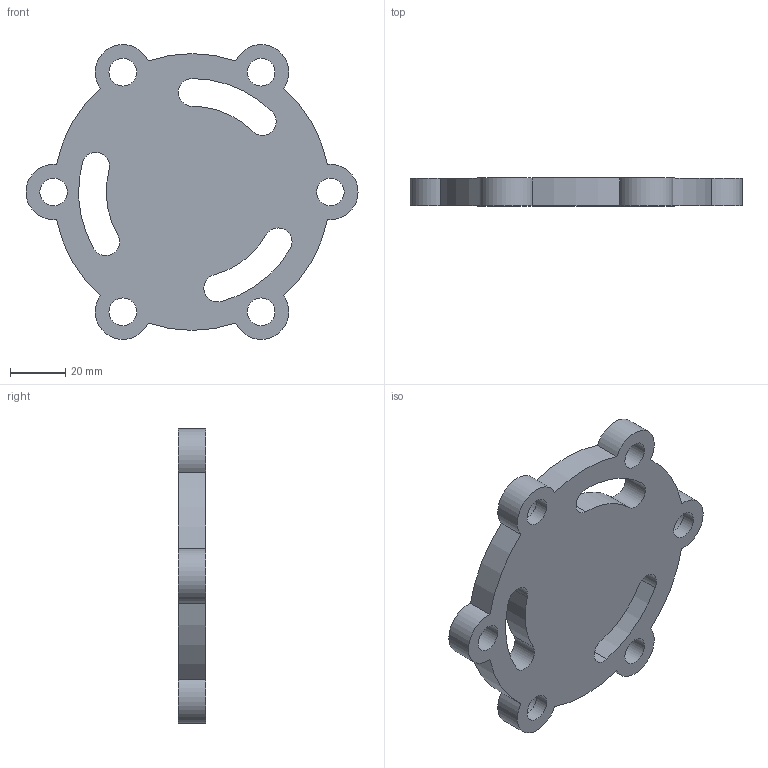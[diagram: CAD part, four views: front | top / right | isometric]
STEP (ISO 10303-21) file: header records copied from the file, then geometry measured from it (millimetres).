
FILE_DESCRIPTION(/* description */ (''),/* implementation_level */ '2;1');
FILE_NAME(/* name */ 'CE-1.3.2 v1.step',/* time_stamp */ '2024-03-16T21:24:15-04:00',/* author */ (''),/* organization */ (''),/* preprocessor_version */ 'ST-DEVELOPER v20',/* originating_system */ 'Autodesk Translation Framework v12.20.1.177',/* authorisation */ '');
FILE_SCHEMA (('AUTOMOTIVE_DESIGN { 1 0 10303 214 3 1 1 }'));
Length unit declared in the file: millimetre
Products named in the file (1): CE-1.3.2
Bounding box: 120 x 10 x 106.6 mm (x, y, z)
Volume: 68274.9 mm3; surface area: 23200.3 mm2
Topology: 1 solids, 1 shells, 43 faces, 110 edges, 72 vertices
Faces by surface type: cylinder 33, plane 5, cone 3, bspline 2
Full cylindrical faces by diameter (mm): 10 x6, 14 x3
Entity records: 1751 total; most frequent: CARTESIAN_POINT 580, DIRECTION 258, ORIENTED_EDGE 218, AXIS2_PLACEMENT_3D 111, EDGE_CURVE 109, VERTEX_POINT 72, CIRCLE 69, EDGE_LOOP 65
